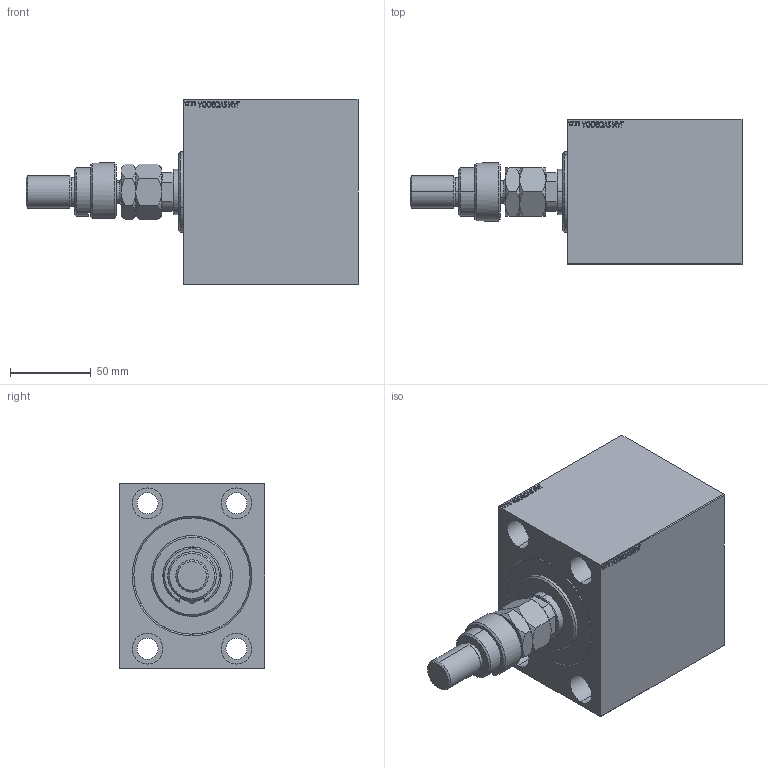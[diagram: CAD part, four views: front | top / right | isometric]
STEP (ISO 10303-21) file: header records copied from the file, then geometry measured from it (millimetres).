
FILE_DESCRIPTION (( 'STEP AP203' ), '1' );
FILE_NAME ('f90a.STEP', '2022-04-17T06:24:01', ( '' ), ( '' ), 'SwSTEP 2.0', 'SolidWorks 2019', '' );
FILE_SCHEMA (( 'CONFIG_CONTROL_DESIGN' ));
Length unit declared in the file: millimetre
Products named in the file (7): V450CM_VC_B ed603405604e31802794f4cfadb4e254; MFA ed603405604e31802794f4cfadb4e254; DFA ed603405604e31802794f4cfadb4e254; f90a; V450CM_C_VCP ed603405604e31802794f4cfadb4e254; FEMALE_PART_FOR_DFA ed603405604e31802794f4cfadb4e254; V450CM_C_Body ed603405604e31802794f4cfadb4e254
Assembly tree (6 placements, depth 3):
  f90a
    V450CM_C_Body ed603405604e31802794f4cfadb4e254
    V450CM_C_VCP ed603405604e31802794f4cfadb4e254
    V450CM_VC_B ed603405604e31802794f4cfadb4e254
    DFA ed603405604e31802794f4cfadb4e254
      FEMALE_PART_FOR_DFA ed603405604e31802794f4cfadb4e254
      MFA ed603405604e31802794f4cfadb4e254
Bounding box: 205.5 x 90 x 115 mm (x, y, z)
Volume: 1015795.4 mm3; surface area: 152952.4 mm2
Topology: 5 solids, 5 shells, 946 faces, 2396 edges, 1571 vertices
Faces by surface type: plane 437, bspline 380, cylinder 71, cone 54, torus 4
Entity records: 46777 total; most frequent: CARTESIAN_POINT 25783, ORIENTED_EDGE 4788, DIRECTION 2934, EDGE_CURVE 2394, VERTEX_POINT 1571, LINE 1362, VECTOR 1362, EDGE_LOOP 1073
